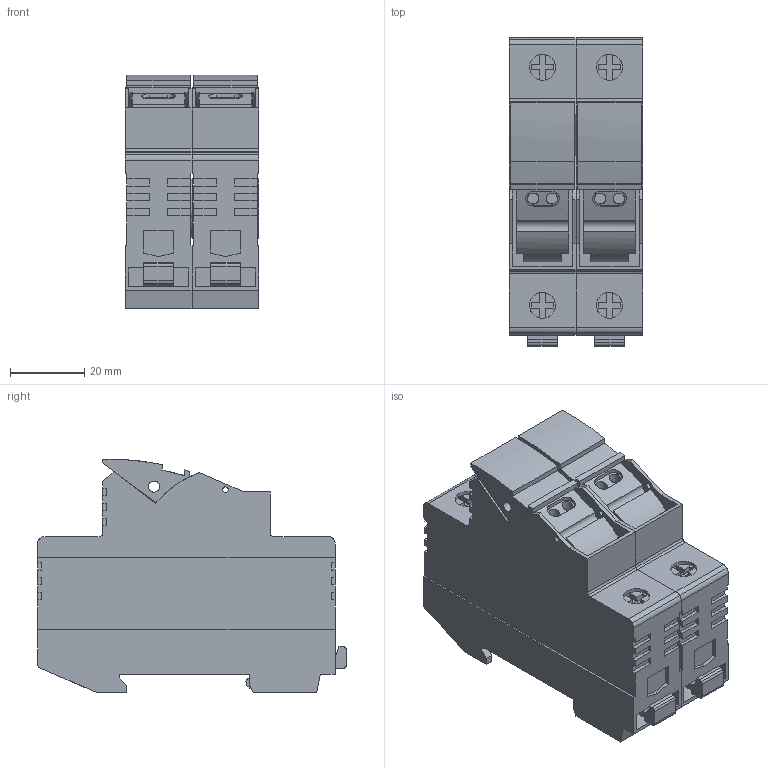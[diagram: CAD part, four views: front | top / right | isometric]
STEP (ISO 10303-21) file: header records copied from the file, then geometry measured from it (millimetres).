
FILE_DESCRIPTION(('STEP AP214'),'1');
FILE_NAME('cctmp_7C77C087-E474-4452-826D-18D5919752D5_2023_04_14_20_06_27_0963..stp','2023-04-14T18:06:28',('SIEMENS A&D'),('CADClick - www.CADClick.com'),'Spatial InterOp 3D postprocessed',' ','unknown authorization');
FILE_SCHEMA(('AUTOMOTIVE_DESIGN'));
Length unit declared in the file: millimetre
Products named in the file (3): cc_unnamed; 2023_04_14_20_06_27_0911; 2023_04_14_20_06_27_0880
Assembly tree (2 placements, depth 2):
  cc_unnamed
    2023_04_14_20_06_27_0911
    2023_04_14_20_06_27_0880
Bounding box: 36 x 83 x 62.82 mm (x, y, z)
Volume: 120302.4 mm3; surface area: 36545.3 mm2
Topology: 2 solids, 2 shells, 684 faces, 2052 edges, 1364 vertices
Faces by surface type: plane 532, cylinder 152
Full cylindrical faces by diameter (mm): 3 x4
Entity records: 26365 total; most frequent: CARTESIAN_POINT 5693, ORIENTED_EDGE 4088, DIRECTION 3566, EDGE_CURVE 2044, LINE 1624, VECTOR 1624, VERTEX_POINT 1360, AXIS2_PLACEMENT_3D 971
